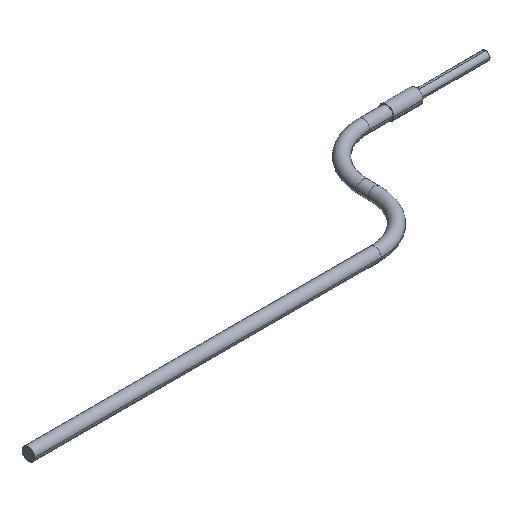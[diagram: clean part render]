
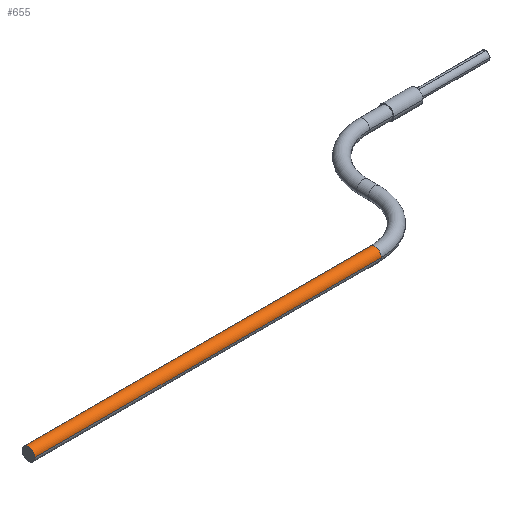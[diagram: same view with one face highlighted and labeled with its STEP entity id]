
A CAD part, isometric view. The second image highlights one B-rep face of the part: STEP entity #655.
In plain terms, the highlighted cylindrical face has radius 3.493 mm (diameter 6.985 mm), a partial arc.
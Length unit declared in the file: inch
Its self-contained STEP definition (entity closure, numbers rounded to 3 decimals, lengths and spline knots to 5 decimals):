
#34 = DIRECTION ( 'NONE',  ( 0., -1., 0. ) ) ;
#60 = AXIS2_PLACEMENT_3D ( 'NONE', #203, #697, #124 ) ;
#93 = AXIS2_PLACEMENT_3D ( 'NONE', #897, #847, #909 ) ;
#101 = VECTOR ( 'NONE', #463, 39.37008 ) ;
#104 = CARTESIAN_POINT ( 'NONE',  ( -4.875, -2.3625, 0. ) ) ;
#124 = DIRECTION ( 'NONE',  ( 0., -1., 0. ) ) ;
#145 = VERTEX_POINT ( 'NONE', #370 ) ;
#160 = CARTESIAN_POINT ( 'NONE',  ( -12.30566, -2.6375, 0. ) ) ;
#203 = CARTESIAN_POINT ( 'NONE',  ( -4.875, -2.5, 0. ) ) ;
#206 = CARTESIAN_POINT ( 'NONE',  ( -12.30566, -2.5, 0. ) ) ;
#263 = AXIS2_PLACEMENT_3D ( 'NONE', #206, #490, #34 ) ;
#281 = VERTEX_POINT ( 'NONE', #575 ) ;
#370 = CARTESIAN_POINT ( 'NONE',  ( -4.875, -2.6375, 0. ) ) ;
#380 = EDGE_CURVE ( 'NONE', #145, #946, #873, .T. ) ;
#426 = EDGE_LOOP ( 'NONE', ( #737, #931, #513, #691 ) ) ;
#432 = EDGE_CURVE ( 'NONE', #946, #281, #685, .T. ) ;
#446 = CYLINDRICAL_SURFACE ( 'NONE', #60, 0.1375 ) ;
#463 = DIRECTION ( 'NONE',  ( -1., 0., 0. ) ) ;
#485 = CARTESIAN_POINT ( 'NONE',  ( -4.875, -2.3625, 0. ) ) ;
#490 = DIRECTION ( 'NONE',  ( -1., 0., 0. ) ) ;
#503 = EDGE_CURVE ( 'NONE', #145, #720, #760, .T. ) ;
#513 = ORIENTED_EDGE ( 'NONE', *, *, #432, .F. ) ;
#575 = CARTESIAN_POINT ( 'NONE',  ( -12.30566, -2.3625, 0. ) ) ;
#600 = CARTESIAN_POINT ( 'NONE',  ( -4.875, -2.6375, 0. ) ) ;
#611 = DIRECTION ( 'NONE',  ( -1., 0., 0. ) ) ;
#655 = ADVANCED_FACE ( 'NONE', ( #724 ), #446, .T. ) ;
#685 = CIRCLE ( 'NONE', #263, 0.1375 ) ;
#691 = ORIENTED_EDGE ( 'NONE', *, *, #380, .F. ) ;
#697 = DIRECTION ( 'NONE',  ( -1., 0., 0. ) ) ;
#708 = VECTOR ( 'NONE', #611, 39.37008 ) ;
#720 = VERTEX_POINT ( 'NONE', #485 ) ;
#724 = FACE_OUTER_BOUND ( 'NONE', #426, .T. ) ;
#737 = ORIENTED_EDGE ( 'NONE', *, *, #503, .T. ) ;
#760 = CIRCLE ( 'NONE', #93, 0.1375 ) ;
#847 = DIRECTION ( 'NONE',  ( -1., 0., 0. ) ) ;
#849 = EDGE_CURVE ( 'NONE', #720, #281, #902, .T. ) ;
#873 = LINE ( 'NONE', #600, #101 ) ;
#897 = CARTESIAN_POINT ( 'NONE',  ( -4.875, -2.5, 0. ) ) ;
#902 = LINE ( 'NONE', #104, #708 ) ;
#909 = DIRECTION ( 'NONE',  ( 0., -1., 0. ) ) ;
#931 = ORIENTED_EDGE ( 'NONE', *, *, #849, .T. ) ;
#946 = VERTEX_POINT ( 'NONE', #160 ) ;
